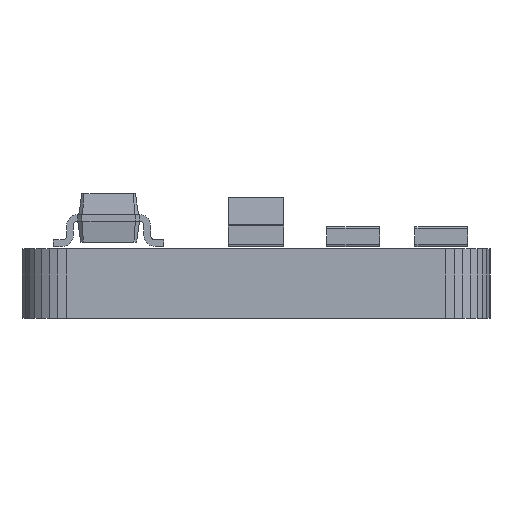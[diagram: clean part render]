
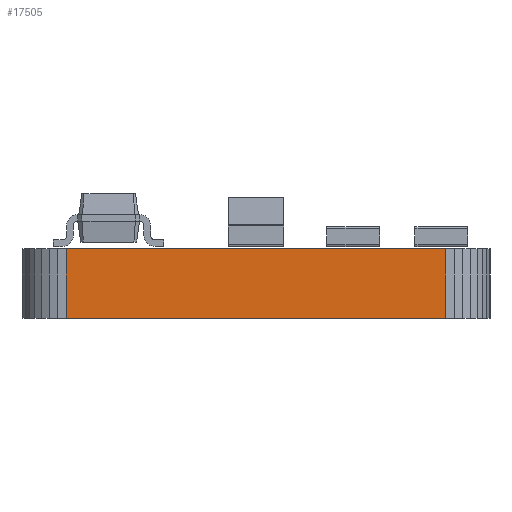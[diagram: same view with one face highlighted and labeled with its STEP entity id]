
A CAD part, front view. The second image highlights one B-rep face of the part: STEP entity #17505.
In plain terms, the highlighted planar face has unit normal (0, -1, 0).
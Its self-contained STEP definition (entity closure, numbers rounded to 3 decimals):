
#10468 = PLANE('',#10469);
#10469 = AXIS2_PLACEMENT_3D('',#10470,#10471,#10472);
#10470 = CARTESIAN_POINT('',(0.,1.825,1.58));
#10471 = DIRECTION('',(-0.,-0.,-1.));
#10472 = DIRECTION('',(-1.,0.,0.));
#10522 = PLANE('',#10523);
#10523 = AXIS2_PLACEMENT_3D('',#10524,#10525,#10526);
#10524 = CARTESIAN_POINT('',(0.,1.825,0.));
#10525 = DIRECTION('',(-0.,-0.,-1.));
#10526 = DIRECTION('',(-1.,0.,0.));
#11051 = VERTEX_POINT('',#11052);
#11052 = CARTESIAN_POINT('',(4.3,-6.1,0.));
#11066 = PLANE('',#11067);
#11067 = AXIS2_PLACEMENT_3D('',#11068,#11069,#11070);
#11068 = CARTESIAN_POINT('',(4.495,-6.081,0.));
#11069 = DIRECTION('',(0.098,-0.995,0.));
#11070 = DIRECTION('',(-0.995,-0.098,0.));
#11078 = EDGE_CURVE('',#11051,#11079,#11081,.T.);
#11079 = VERTEX_POINT('',#11080);
#11080 = CARTESIAN_POINT('',(-4.3,-6.1,0.));
#11081 = SURFACE_CURVE('',#11082,(#11086,#11093),.PCURVE_S1.);
#11082 = LINE('',#11083,#11084);
#11083 = CARTESIAN_POINT('',(4.3,-6.1,0.));
#11084 = VECTOR('',#11085,1.);
#11085 = DIRECTION('',(-1.,0.,0.));
#11086 = PCURVE('',#10522,#11087);
#11087 = DEFINITIONAL_REPRESENTATION('',(#11088),#11092);
#11088 = LINE('',#11089,#11090);
#11089 = CARTESIAN_POINT('',(-4.3,-7.925));
#11090 = VECTOR('',#11091,1.);
#11091 = DIRECTION('',(1.,0.));
#11092 = ( GEOMETRIC_REPRESENTATION_CONTEXT(2) 
PARAMETRIC_REPRESENTATION_CONTEXT() REPRESENTATION_CONTEXT('2D SPACE',''
  ) );
#11093 = PCURVE('',#11094,#11099);
#11094 = PLANE('',#11095);
#11095 = AXIS2_PLACEMENT_3D('',#11096,#11097,#11098);
#11096 = CARTESIAN_POINT('',(4.3,-6.1,0.));
#11097 = DIRECTION('',(0.,-1.,0.));
#11098 = DIRECTION('',(-1.,0.,0.));
#11099 = DEFINITIONAL_REPRESENTATION('',(#11100),#11104);
#11100 = LINE('',#11101,#11102);
#11101 = CARTESIAN_POINT('',(0.,-0.));
#11102 = VECTOR('',#11103,1.);
#11103 = DIRECTION('',(1.,0.));
#11104 = ( GEOMETRIC_REPRESENTATION_CONTEXT(2) 
PARAMETRIC_REPRESENTATION_CONTEXT() REPRESENTATION_CONTEXT('2D SPACE',''
  ) );
#11122 = PLANE('',#11123);
#11123 = AXIS2_PLACEMENT_3D('',#11124,#11125,#11126);
#11124 = CARTESIAN_POINT('',(-4.3,-6.1,0.));
#11125 = DIRECTION('',(-0.098,-0.995,0.));
#11126 = DIRECTION('',(-0.995,0.098,0.));
#14297 = VERTEX_POINT('',#14298);
#14298 = CARTESIAN_POINT('',(4.3,-6.1,1.58));
#14319 = EDGE_CURVE('',#14297,#14320,#14322,.T.);
#14320 = VERTEX_POINT('',#14321);
#14321 = CARTESIAN_POINT('',(-4.3,-6.1,1.58));
#14322 = SURFACE_CURVE('',#14323,(#14327,#14334),.PCURVE_S1.);
#14323 = LINE('',#14324,#14325);
#14324 = CARTESIAN_POINT('',(4.3,-6.1,1.58));
#14325 = VECTOR('',#14326,1.);
#14326 = DIRECTION('',(-1.,0.,0.));
#14327 = PCURVE('',#10468,#14328);
#14328 = DEFINITIONAL_REPRESENTATION('',(#14329),#14333);
#14329 = LINE('',#14330,#14331);
#14330 = CARTESIAN_POINT('',(-4.3,-7.925));
#14331 = VECTOR('',#14332,1.);
#14332 = DIRECTION('',(1.,0.));
#14333 = ( GEOMETRIC_REPRESENTATION_CONTEXT(2) 
PARAMETRIC_REPRESENTATION_CONTEXT() REPRESENTATION_CONTEXT('2D SPACE',''
  ) );
#14334 = PCURVE('',#11094,#14335);
#14335 = DEFINITIONAL_REPRESENTATION('',(#14336),#14340);
#14336 = LINE('',#14337,#14338);
#14337 = CARTESIAN_POINT('',(0.,-1.58));
#14338 = VECTOR('',#14339,1.);
#14339 = DIRECTION('',(1.,0.));
#14340 = ( GEOMETRIC_REPRESENTATION_CONTEXT(2) 
PARAMETRIC_REPRESENTATION_CONTEXT() REPRESENTATION_CONTEXT('2D SPACE',''
  ) );
#17457 = EDGE_CURVE('',#11051,#14297,#17458,.T.);
#17458 = SURFACE_CURVE('',#17459,(#17463,#17470),.PCURVE_S1.);
#17459 = LINE('',#17460,#17461);
#17460 = CARTESIAN_POINT('',(4.3,-6.1,0.));
#17461 = VECTOR('',#17462,1.);
#17462 = DIRECTION('',(0.,0.,1.));
#17463 = PCURVE('',#11066,#17464);
#17464 = DEFINITIONAL_REPRESENTATION('',(#17465),#17469);
#17465 = LINE('',#17466,#17467);
#17466 = CARTESIAN_POINT('',(0.196,0.));
#17467 = VECTOR('',#17468,1.);
#17468 = DIRECTION('',(0.,-1.));
#17469 = ( GEOMETRIC_REPRESENTATION_CONTEXT(2) 
PARAMETRIC_REPRESENTATION_CONTEXT() REPRESENTATION_CONTEXT('2D SPACE',''
  ) );
#17470 = PCURVE('',#11094,#17471);
#17471 = DEFINITIONAL_REPRESENTATION('',(#17472),#17476);
#17472 = LINE('',#17473,#17474);
#17473 = CARTESIAN_POINT('',(0.,-0.));
#17474 = VECTOR('',#17475,1.);
#17475 = DIRECTION('',(0.,-1.));
#17476 = ( GEOMETRIC_REPRESENTATION_CONTEXT(2) 
PARAMETRIC_REPRESENTATION_CONTEXT() REPRESENTATION_CONTEXT('2D SPACE',''
  ) );
#17505 = ADVANCED_FACE('',(#17506),#11094,.T.);
#17506 = FACE_BOUND('',#17507,.T.);
#17507 = EDGE_LOOP('',(#17508,#17509,#17510,#17531));
#17508 = ORIENTED_EDGE('',*,*,#17457,.T.);
#17509 = ORIENTED_EDGE('',*,*,#14319,.T.);
#17510 = ORIENTED_EDGE('',*,*,#17511,.F.);
#17511 = EDGE_CURVE('',#11079,#14320,#17512,.T.);
#17512 = SURFACE_CURVE('',#17513,(#17517,#17524),.PCURVE_S1.);
#17513 = LINE('',#17514,#17515);
#17514 = CARTESIAN_POINT('',(-4.3,-6.1,0.));
#17515 = VECTOR('',#17516,1.);
#17516 = DIRECTION('',(0.,0.,1.));
#17517 = PCURVE('',#11094,#17518);
#17518 = DEFINITIONAL_REPRESENTATION('',(#17519),#17523);
#17519 = LINE('',#17520,#17521);
#17520 = CARTESIAN_POINT('',(8.6,0.));
#17521 = VECTOR('',#17522,1.);
#17522 = DIRECTION('',(0.,-1.));
#17523 = ( GEOMETRIC_REPRESENTATION_CONTEXT(2) 
PARAMETRIC_REPRESENTATION_CONTEXT() REPRESENTATION_CONTEXT('2D SPACE',''
  ) );
#17524 = PCURVE('',#11122,#17525);
#17525 = DEFINITIONAL_REPRESENTATION('',(#17526),#17530);
#17526 = LINE('',#17527,#17528);
#17527 = CARTESIAN_POINT('',(0.,0.));
#17528 = VECTOR('',#17529,1.);
#17529 = DIRECTION('',(0.,-1.));
#17530 = ( GEOMETRIC_REPRESENTATION_CONTEXT(2) 
PARAMETRIC_REPRESENTATION_CONTEXT() REPRESENTATION_CONTEXT('2D SPACE',''
  ) );
#17531 = ORIENTED_EDGE('',*,*,#11078,.F.);
